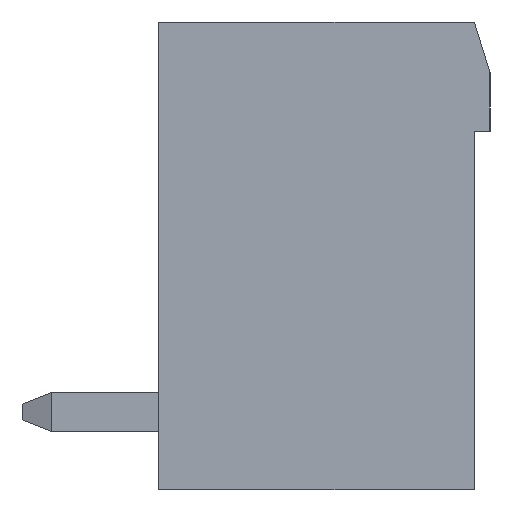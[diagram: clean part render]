
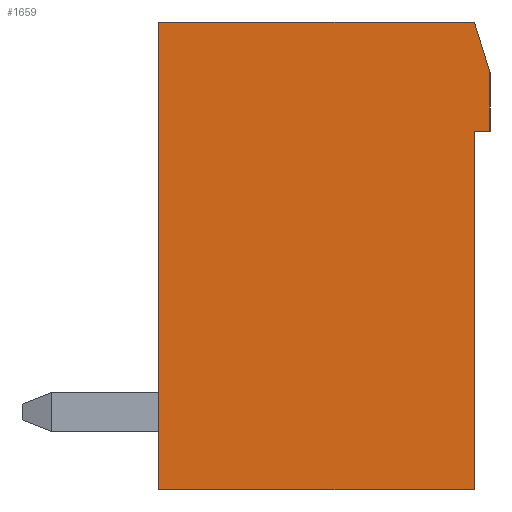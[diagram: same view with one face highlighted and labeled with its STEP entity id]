
A CAD part, left-side view. The second image highlights one B-rep face of the part: STEP entity #1659.
In plain terms, the highlighted planar face has unit normal (-1, 0, 0).
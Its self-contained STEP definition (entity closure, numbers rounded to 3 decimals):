
#1659 = ADVANCED_FACE( '', ( #3409 ), #3410, .T. );
#3409 = FACE_OUTER_BOUND( '', #5276, .T. );
#3410 = PLANE( '', #5277 );
#5276 = EDGE_LOOP( '', ( #10031, #10032, #10033, #10034, #10035, #10036, #10037 ) );
#5277 = AXIS2_PLACEMENT_3D( '', #10038, #10039, #10040 );
#10031 = ORIENTED_EDGE( '', *, *, #13537, .T. );
#10032 = ORIENTED_EDGE( '', *, *, #12912, .T. );
#10033 = ORIENTED_EDGE( '', *, *, #12134, .T. );
#10034 = ORIENTED_EDGE( '', *, *, #13175, .T. );
#10035 = ORIENTED_EDGE( '', *, *, #13007, .T. );
#10036 = ORIENTED_EDGE( '', *, *, #11732, .T. );
#10037 = ORIENTED_EDGE( '', *, *, #11610, .T. );
#10038 = CARTESIAN_POINT( '', ( -44.18, 0., 0. ) );
#10039 = DIRECTION( '', ( -1., 0., 0. ) );
#10040 = DIRECTION( '', ( 0., 0., 1. ) );
#11610 = EDGE_CURVE( '', #13941, #13942, #13943, .T. );
#11732 = EDGE_CURVE( '', #14162, #13941, #14163, .T. );
#12134 = EDGE_CURVE( '', #14847, #14848, #14849, .T. );
#12912 = EDGE_CURVE( '', #16086, #14847, #16087, .T. );
#13007 = EDGE_CURVE( '', #16218, #14162, #16219, .T. );
#13175 = EDGE_CURVE( '', #14848, #16218, #16460, .T. );
#13537 = EDGE_CURVE( '', #13942, #16086, #16909, .T. );
#13941 = VERTEX_POINT( '', #17389 );
#13942 = VERTEX_POINT( '', #17390 );
#13943 = LINE( '', #17391, #17392 );
#14162 = VERTEX_POINT( '', #17712 );
#14163 = LINE( '', #17713, #17714 );
#14847 = VERTEX_POINT( '', #18704 );
#14848 = VERTEX_POINT( '', #18705 );
#14849 = LINE( '', #18706, #18707 );
#16086 = VERTEX_POINT( '', #20533 );
#16087 = LINE( '', #20534, #20535 );
#16218 = VERTEX_POINT( '', #20733 );
#16219 = LINE( '', #20734, #20735 );
#16460 = LINE( '', #21115, #21116 );
#16909 = LINE( '', #21768, #21769 );
#17389 = CARTESIAN_POINT( '', ( -44.18, -4.45, 3.2 ) );
#17390 = CARTESIAN_POINT( '', ( -44.18, -4.45, 4.7 ) );
#17391 = CARTESIAN_POINT( '', ( -44.18, -4.45, 3.2 ) );
#17392 = VECTOR( '', #22239, 1000. );
#17712 = CARTESIAN_POINT( '', ( -44.18, -4.05, 3.2 ) );
#17713 = CARTESIAN_POINT( '', ( -44.18, -4.05, 3.2 ) );
#17714 = VECTOR( '', #22353, 1000. );
#18704 = CARTESIAN_POINT( '', ( -44.18, 4.05, 6. ) );
#18705 = CARTESIAN_POINT( '', ( -44.18, 4.05, -6. ) );
#18706 = CARTESIAN_POINT( '', ( -44.18, 4.05, 6. ) );
#18707 = VECTOR( '', #22726, 1000. );
#20533 = CARTESIAN_POINT( '', ( -44.18, -4.05, 6. ) );
#20534 = CARTESIAN_POINT( '', ( -44.18, -4.05, 6. ) );
#20535 = VECTOR( '', #23481, 1000. );
#20733 = CARTESIAN_POINT( '', ( -44.18, -4.05, -6. ) );
#20734 = CARTESIAN_POINT( '', ( -44.18, -4.05, -6. ) );
#20735 = VECTOR( '', #23558, 1000. );
#21115 = CARTESIAN_POINT( '', ( -44.18, 4.05, -6. ) );
#21116 = VECTOR( '', #23704, 1000. );
#21768 = CARTESIAN_POINT( '', ( -44.18, -4.45, 4.7 ) );
#21769 = VECTOR( '', #23953, 1000. );
#22239 = DIRECTION( '', ( 0., 0., 1. ) );
#22353 = DIRECTION( '', ( 0., -1., 0. ) );
#22726 = DIRECTION( '', ( 0., 0., -1. ) );
#23481 = DIRECTION( '', ( 0., 1., 0. ) );
#23558 = DIRECTION( '', ( 0., 0., 1. ) );
#23704 = DIRECTION( '', ( 0., -1., 0. ) );
#23953 = DIRECTION( '', ( 0., 0.294, 0.956 ) );
